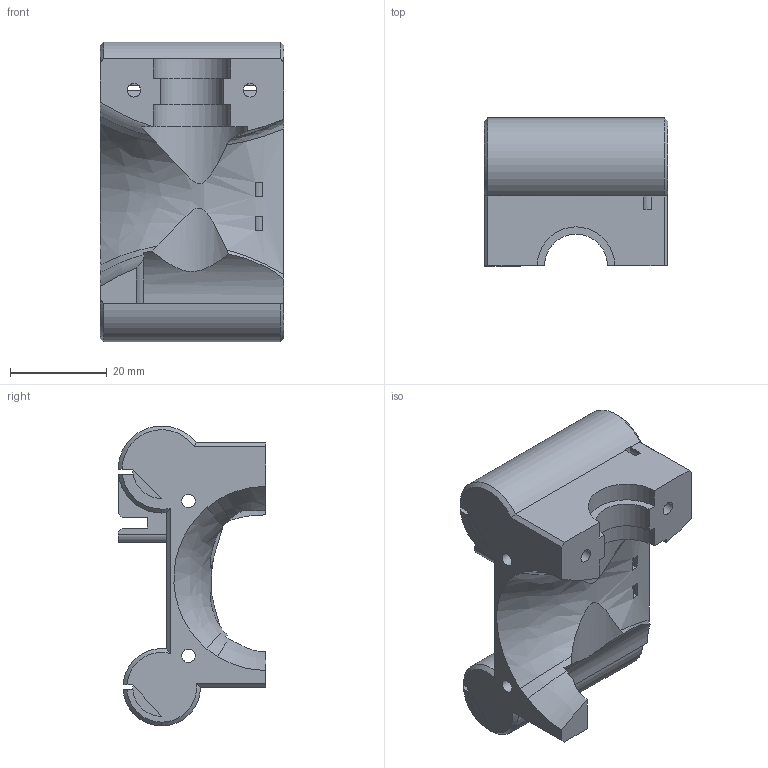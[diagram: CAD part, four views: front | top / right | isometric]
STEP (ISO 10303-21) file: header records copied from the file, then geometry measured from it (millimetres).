
FILE_DESCRIPTION(('FreeCAD Model'),'2;1');
FILE_NAME('Open CASCADE Shape Model','2023-04-26T21:02:44',('Author'),( ''),'Open CASCADE STEP processor 7.5','FreeCAD','Unknown');
FILE_SCHEMA(('AUTOMOTIVE_DESIGN { 1 0 10303 214 1 1 1 1 }'));
Length unit declared in the file: millimetre
Products named in the file (1): carriage
Bounding box: 38 x 30.5 x 61.97 mm (x, y, z)
Volume: 27508.2 mm3; surface area: 13447.8 mm2
Topology: 1 solids, 1 shells, 103 faces, 298 edges, 198 vertices
Faces by surface type: plane 55, cylinder 28, cone 12, bspline 8
Full cylindrical faces by diameter (mm): 2.8 x6
Entity records: 9752 total; most frequent: CARTESIAN_POINT 4287, DIRECTION 870, ORIENTED_EDGE 596, PCURVE 596, DEFINITIONAL_REPRESENTATION 596, LINE 456, VECTOR 456, EDGE_CURVE 298
